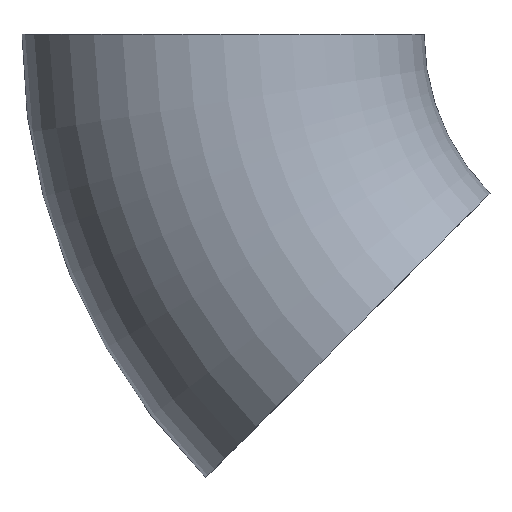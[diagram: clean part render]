
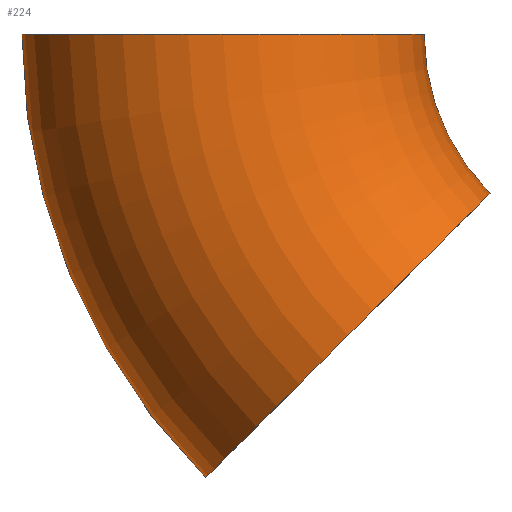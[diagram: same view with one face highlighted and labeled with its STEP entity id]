
A CAD part, front view. The second image highlights one B-rep face of the part: STEP entity #224.
In plain terms, the highlighted toroidal (fillet/blend) face has major radius 28.5 mm and minor radius 13.45 mm.
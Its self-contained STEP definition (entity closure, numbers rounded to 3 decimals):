
#4 = DIRECTION ( 'NONE',  ( 0., 0., 1. ) ) ;
#13 = AXIS2_PLACEMENT_3D ( 'NONE', #35, #192, #80 ) ;
#14 = DIRECTION ( 'NONE',  ( 0.707, 0., 0.707 ) ) ;
#17 = DIRECTION ( 'NONE',  ( 0., 0., 1. ) ) ;
#25 = TOROIDAL_SURFACE ( 'NONE', #128, 28.5, 13.45 ) ;
#31 = AXIS2_PLACEMENT_3D ( 'NONE', #68, #62, #184 ) ;
#35 = CARTESIAN_POINT ( 'NONE',  ( -28.5, 0., 0. ) ) ;
#36 = EDGE_CURVE ( 'NONE', #159, #166, #118, .T. ) ;
#37 = ORIENTED_EDGE ( 'NONE', *, *, #36, .T. ) ;
#52 = EDGE_LOOP ( 'NONE', ( #189, #125, #37, #53 ) ) ;
#53 = ORIENTED_EDGE ( 'NONE', *, *, #203, .F. ) ;
#56 = DIRECTION ( 'NONE',  ( -0.707, 0., 0.707 ) ) ;
#62 = DIRECTION ( 'NONE',  ( 0., 1., 0. ) ) ;
#68 = CARTESIAN_POINT ( 'NONE',  ( 0., 0., 0. ) ) ;
#80 = DIRECTION ( 'NONE',  ( 1., 0., 0. ) ) ;
#91 = CIRCLE ( 'NONE', #13, 13.45 ) ;
#95 = CARTESIAN_POINT ( 'NONE',  ( -20.153, 0., -20.153 ) ) ;
#98 = CARTESIAN_POINT ( 'NONE',  ( 0., 0., 0. ) ) ;
#99 = CARTESIAN_POINT ( 'NONE',  ( -41.95, 0., 0. ) ) ;
#115 = CARTESIAN_POINT ( 'NONE',  ( 0., 0., 0. ) ) ;
#118 = CIRCLE ( 'NONE', #31, 15.05 ) ;
#125 = ORIENTED_EDGE ( 'NONE', *, *, #250, .T. ) ;
#128 = AXIS2_PLACEMENT_3D ( 'NONE', #115, #239, #17 ) ;
#138 = AXIS2_PLACEMENT_3D ( 'NONE', #95, #56, #14 ) ;
#158 = EDGE_CURVE ( 'NONE', #212, #210, #174, .T. ) ;
#159 = VERTEX_POINT ( 'NONE', #227 ) ;
#166 = VERTEX_POINT ( 'NONE', #247 ) ;
#171 = AXIS2_PLACEMENT_3D ( 'NONE', #98, #180, #4 ) ;
#174 = CIRCLE ( 'NONE', #171, 41.95 ) ;
#179 = CARTESIAN_POINT ( 'NONE',  ( -29.663, 0., -29.663 ) ) ;
#180 = DIRECTION ( 'NONE',  ( 0., 1., 0. ) ) ;
#184 = DIRECTION ( 'NONE',  ( 0., 0., 1. ) ) ;
#189 = ORIENTED_EDGE ( 'NONE', *, *, #158, .F. ) ;
#192 = DIRECTION ( 'NONE',  ( 0., 0., 1. ) ) ;
#193 = FACE_OUTER_BOUND ( 'NONE', #52, .T. ) ;
#203 = EDGE_CURVE ( 'NONE', #210, #166, #91, .T. ) ;
#207 = CIRCLE ( 'NONE', #138, 13.45 ) ;
#210 = VERTEX_POINT ( 'NONE', #99 ) ;
#212 = VERTEX_POINT ( 'NONE', #179 ) ;
#224 = ADVANCED_FACE ( 'NONE', ( #193 ), #25, .T. ) ;
#227 = CARTESIAN_POINT ( 'NONE',  ( -10.642, 0., -10.642 ) ) ;
#239 = DIRECTION ( 'NONE',  ( 0., 1., 0. ) ) ;
#247 = CARTESIAN_POINT ( 'NONE',  ( -15.05, 0., 0. ) ) ;
#250 = EDGE_CURVE ( 'NONE', #212, #159, #207, .T. ) ;
